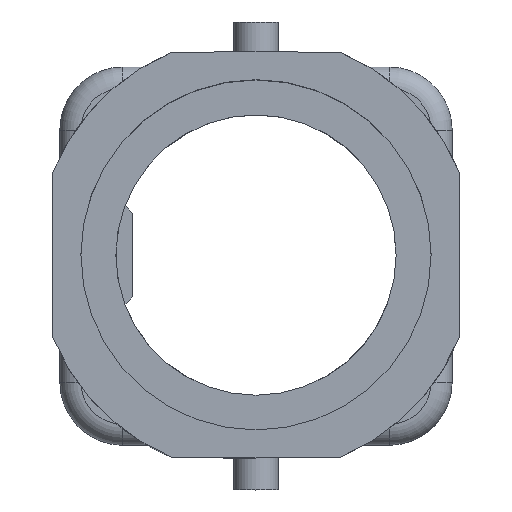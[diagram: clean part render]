
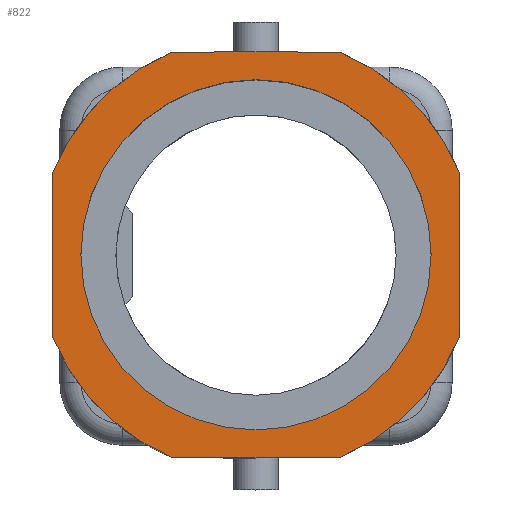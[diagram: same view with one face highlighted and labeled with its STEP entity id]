
A CAD part, top view. The second image highlights one B-rep face of the part: STEP entity #822.
In plain terms, the highlighted planar face has unit normal (0, 0, 1).
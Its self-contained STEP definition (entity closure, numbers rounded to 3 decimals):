
#822=ADVANCED_FACE('',(#1972,#1973),#1015,.F.);
#1015=PLANE('',#4239);
#1337=LINE('',#5741,#1692);
#1338=LINE('',#5744,#1693);
#1339=LINE('',#5748,#1694);
#1340=LINE('',#5752,#1695);
#1341=LINE('',#5754,#1696);
#1342=LINE('',#5758,#1697);
#1692=VECTOR('',#4609,1.);
#1693=VECTOR('',#4610,1.);
#1694=VECTOR('',#4613,1.);
#1695=VECTOR('',#4616,1.);
#1696=VECTOR('',#4617,1.);
#1697=VECTOR('',#4620,1.);
#1972=FACE_BOUND('',#2029,.T.);
#1973=FACE_BOUND('',#2030,.T.);
#2029=EDGE_LOOP('',(#2372));
#2030=EDGE_LOOP('',(#2373,#2374,#2375,#2376,#2377,#2378,#2379,#2380,#2381,
#2382));
#2372=ORIENTED_EDGE('',*,*,#3679,.T.);
#2373=ORIENTED_EDGE('',*,*,#3680,.T.);
#2374=ORIENTED_EDGE('',*,*,#3681,.T.);
#2375=ORIENTED_EDGE('',*,*,#3682,.F.);
#2376=ORIENTED_EDGE('',*,*,#3683,.F.);
#2377=ORIENTED_EDGE('',*,*,#3684,.F.);
#2378=ORIENTED_EDGE('',*,*,#3685,.F.);
#2379=ORIENTED_EDGE('',*,*,#3686,.T.);
#2380=ORIENTED_EDGE('',*,*,#3687,.T.);
#2381=ORIENTED_EDGE('',*,*,#3688,.T.);
#2382=ORIENTED_EDGE('',*,*,#3689,.T.);
#3345=VERTEX_POINT('',#5740);
#3346=VERTEX_POINT('',#5742);
#3347=VERTEX_POINT('',#5743);
#3348=VERTEX_POINT('',#5745);
#3349=VERTEX_POINT('',#5747);
#3350=VERTEX_POINT('',#5749);
#3351=VERTEX_POINT('',#5751);
#3352=VERTEX_POINT('',#5753);
#3353=VERTEX_POINT('',#5755);
#3354=VERTEX_POINT('',#5757);
#3355=VERTEX_POINT('',#5759);
#3679=EDGE_CURVE('',#3345,#3345,#4058,.T.);
#3680=EDGE_CURVE('',#3346,#3347,#1337,.T.);
#3681=EDGE_CURVE('',#3347,#3348,#1338,.T.);
#3682=EDGE_CURVE('',#3349,#3348,#4059,.T.);
#3683=EDGE_CURVE('',#3350,#3349,#1339,.T.);
#3684=EDGE_CURVE('',#3351,#3350,#4060,.T.);
#3685=EDGE_CURVE('',#3352,#3351,#1340,.T.);
#3686=EDGE_CURVE('',#3352,#3353,#1341,.T.);
#3687=EDGE_CURVE('',#3353,#3354,#4061,.T.);
#3688=EDGE_CURVE('',#3354,#3355,#1342,.T.);
#3689=EDGE_CURVE('',#3355,#3346,#4062,.T.);
#4058=CIRCLE('',#4234,12.5);
#4059=CIRCLE('',#4235,15.65);
#4060=CIRCLE('',#4236,15.65);
#4061=CIRCLE('',#4237,15.65);
#4062=CIRCLE('',#4238,15.65);
#4234=AXIS2_PLACEMENT_3D('',#5739,#4607,#4608);
#4235=AXIS2_PLACEMENT_3D('',#5746,#4611,#4612);
#4236=AXIS2_PLACEMENT_3D('',#5750,#4614,#4615);
#4237=AXIS2_PLACEMENT_3D('',#5756,#4618,#4619);
#4238=AXIS2_PLACEMENT_3D('',#5760,#4621,#4622);
#4239=AXIS2_PLACEMENT_3D('',#5761,#4623,#4624);
#4607=DIRECTION('',(0.,0.,-1.));
#4608=DIRECTION('',(-1.,0.,0.));
#4609=DIRECTION('',(1.,-0.009,0.));
#4610=DIRECTION('',(1.,0.009,0.));
#4611=DIRECTION('',(0.,0.,-1.));
#4612=DIRECTION('',(-1.,0.,0.));
#4613=DIRECTION('',(0.,-1.,0.));
#4614=DIRECTION('',(0.,0.,-1.));
#4615=DIRECTION('',(-1.,0.,0.));
#4616=DIRECTION('',(1.,-0.009,0.));
#4617=DIRECTION('',(-1.,-0.009,0.));
#4618=DIRECTION('',(0.,0.,1.));
#4619=DIRECTION('',(-1.,0.,0.));
#4620=DIRECTION('',(0.,-1.,0.));
#4621=DIRECTION('',(0.,0.,1.));
#4622=DIRECTION('',(-1.,0.,0.));
#4623=DIRECTION('',(0.,0.,-1.));
#4624=DIRECTION('',(-1.,0.,0.));
#5739=CARTESIAN_POINT('',(0.,0.,57.75));
#5740=CARTESIAN_POINT('',(-12.5,0.,57.75));
#5741=CARTESIAN_POINT('',(14.499,-14.627,57.75));
#5742=CARTESIAN_POINT('',(-6.016,-14.447,57.75));
#5743=CARTESIAN_POINT('',(0.,-14.5,57.75));
#5744=CARTESIAN_POINT('',(14.499,-14.373,57.75));
#5745=CARTESIAN_POINT('',(6.016,-14.447,57.75));
#5746=CARTESIAN_POINT('',(0.,0.,57.75));
#5747=CARTESIAN_POINT('',(14.5,-5.888,57.75));
#5748=CARTESIAN_POINT('',(14.5,-14.5,57.75));
#5749=CARTESIAN_POINT('',(14.5,5.888,57.75));
#5750=CARTESIAN_POINT('',(0.,0.,57.75));
#5751=CARTESIAN_POINT('',(6.016,14.447,57.75));
#5752=CARTESIAN_POINT('',(0.,14.5,57.75));
#5753=CARTESIAN_POINT('',(0.,14.5,57.75));
#5754=CARTESIAN_POINT('',(14.246,14.624,57.75));
#5755=CARTESIAN_POINT('',(-6.016,14.447,57.75));
#5756=CARTESIAN_POINT('',(0.,0.,57.75));
#5757=CARTESIAN_POINT('',(-14.5,5.888,57.75));
#5758=CARTESIAN_POINT('',(-14.5,0.,57.75));
#5759=CARTESIAN_POINT('',(-14.5,-5.888,57.75));
#5760=CARTESIAN_POINT('',(0.,0.,57.75));
#5761=CARTESIAN_POINT('',(14.5,-14.5,57.75));
